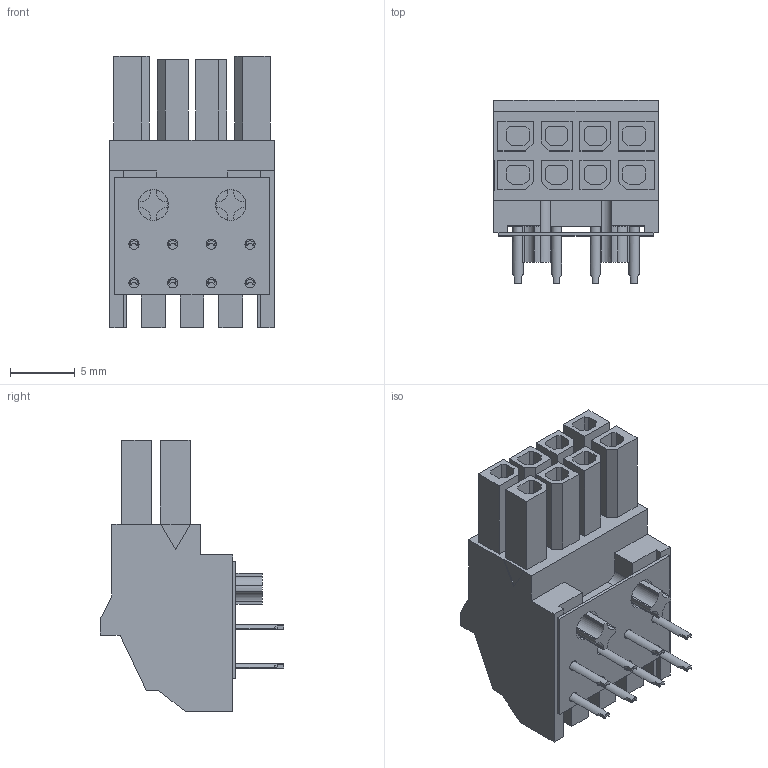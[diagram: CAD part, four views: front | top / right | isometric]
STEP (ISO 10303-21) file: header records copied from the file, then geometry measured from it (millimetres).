
FILE_DESCRIPTION((''),'2;1');
FILE_NAME('447640802','2015-08-28T',('me'),(''),'PRO/ENGINEER BY PARAMETRIC TECHNOLOGY CORPORATION, 2011490','PRO/ENGINEER BY PARAMETRIC TECHNOLOGY CORPORATION, 2011490','');
FILE_SCHEMA(('CONFIG_CONTROL_DESIGN'));
Length unit declared in the file: inch
Products named in the file (1): 447640802
Bounding box: 12.7 x 14.17 x 20.98 mm (x, y, z)
Volume: 1474.9 mm3; surface area: 2091 mm2
Topology: 1 solids, 1 shells, 402 faces, 1240 edges, 832 vertices
Faces by surface type: plane 346, cylinder 56
Entity records: 13785 total; most frequent: CARTESIAN_POINT 2475, ORIENTED_EDGE 2420, DIRECTION 2212, EDGE_CURVE 1210, VECTOR 1042, LINE 1042, VERTEX_POINT 792, AXIS2_PLACEMENT_3D 585
